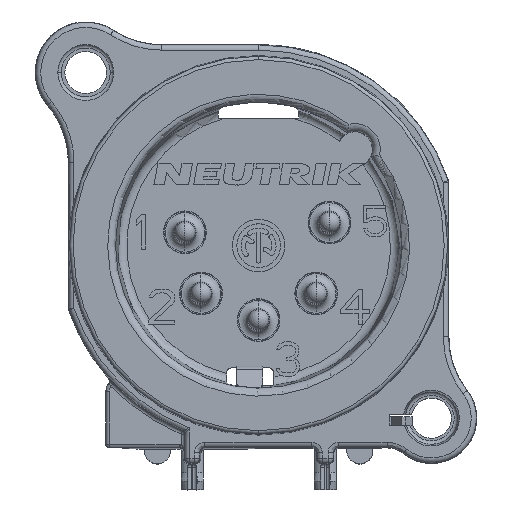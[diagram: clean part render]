
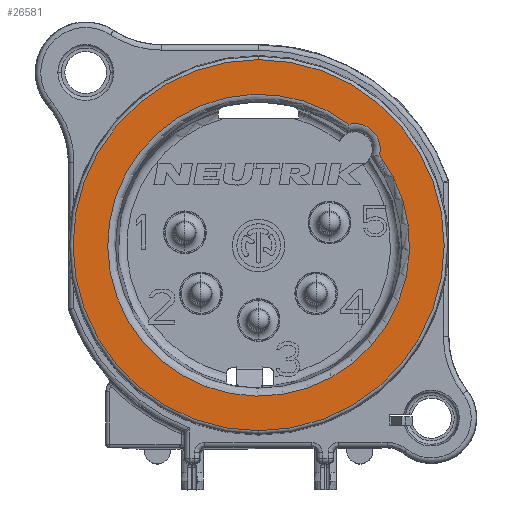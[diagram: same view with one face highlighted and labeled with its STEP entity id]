
A CAD part, top view. The second image highlights one B-rep face of the part: STEP entity #26581.
In plain terms, the highlighted planar face has unit normal (0, 0, 1).
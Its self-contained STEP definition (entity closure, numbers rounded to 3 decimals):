
#3148=CARTESIAN_POINT('',(5.515,5.515,2.7));
#3149=DIRECTION('',(0.,0.,-1.));
#3150=DIRECTION('',(-0.235,0.972,0.));
#3151=AXIS2_PLACEMENT_3D('',#3148,#3149,#3150);
#3153=CARTESIAN_POINT('',(0.,0.,2.7));
#3154=DIRECTION('',(0.,0.,1.));
#3155=DIRECTION('',(0.599,0.801,0.));
#3156=AXIS2_PLACEMENT_3D('',#3153,#3154,#3155);
#3158=CARTESIAN_POINT('',(0.,0.,2.7));
#3159=DIRECTION('',(0.,0.,1.));
#3160=DIRECTION('',(0.,1.,0.));
#3161=AXIS2_PLACEMENT_3D('',#3158,#3159,#3160);
#3163=CARTESIAN_POINT('',(0.,0.,2.7));
#3164=DIRECTION('',(0.,0.,1.));
#3165=DIRECTION('',(0.,-1.,0.));
#3166=AXIS2_PLACEMENT_3D('',#3163,#3164,#3165);
#19959=CARTESIAN_POINT('',(5.175,6.925,2.7));
#19960=CARTESIAN_POINT('',(6.925,5.175,2.7));
#19961=VERTEX_POINT('',#19959);
#19962=VERTEX_POINT('',#19960);
#20910=CARTESIAN_POINT('',(0.,10.63,2.7));
#20911=CARTESIAN_POINT('',(0.,-10.63,2.7));
#20912=VERTEX_POINT('',#20910);
#20913=VERTEX_POINT('',#20911);
#26565=CARTESIAN_POINT('',(0.,0.,2.7));
#26566=DIRECTION('',(0.,0.,-1.));
#26567=DIRECTION('',(0.,-1.,0.));
#26568=AXIS2_PLACEMENT_3D('',#26565,#26566,#26567);
#26569=PLANE('',#26568);
#26571=ORIENTED_EDGE('',*,*,#26570,.F.);
#26573=ORIENTED_EDGE('',*,*,#26572,.F.);
#26574=EDGE_LOOP('',(#26571,#26573));
#26575=FACE_OUTER_BOUND('',#26574,.F.);
#26577=ORIENTED_EDGE('',*,*,#26576,.F.);
#26578=ORIENTED_EDGE('',*,*,#26555,.T.);
#26579=EDGE_LOOP('',(#26577,#26578));
#26580=FACE_BOUND('',#26579,.F.);
#26581=ADVANCED_FACE('',(#26575,#26580),#26569,.F.);
#3152=CIRCLE('',#3151,1.45);
#3157=CIRCLE('',#3156,8.645);
#3162=CIRCLE('',#3161,10.63);
#3167=CIRCLE('',#3166,10.63);
#26555=EDGE_CURVE('',#19961,#19962,#3157,.T.);
#26570=EDGE_CURVE('',#20912,#20913,#3162,.T.);
#26572=EDGE_CURVE('',#20913,#20912,#3167,.T.);
#26576=EDGE_CURVE('',#19961,#19962,#3152,.T.);
